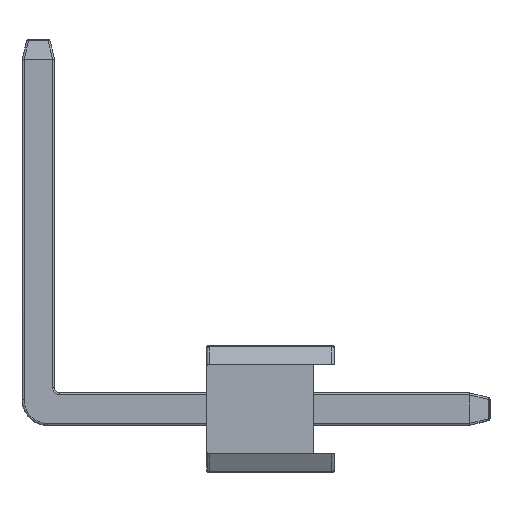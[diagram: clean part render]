
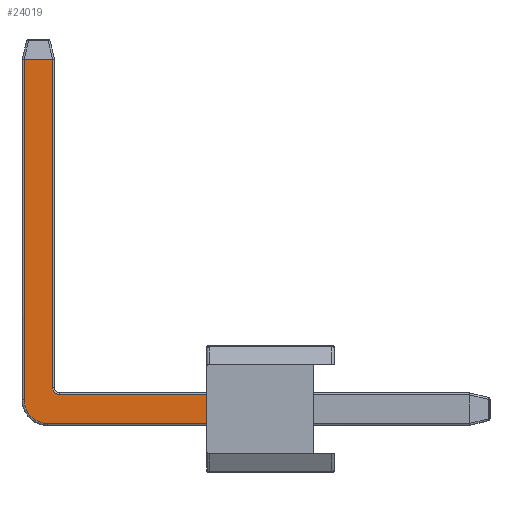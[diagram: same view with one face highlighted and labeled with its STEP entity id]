
A CAD part, left-side view. The second image highlights one B-rep face of the part: STEP entity #24019.
In plain terms, the highlighted planar face has unit normal (-1, 0, 0).
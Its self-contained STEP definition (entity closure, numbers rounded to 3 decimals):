
#50 = CARTESIAN_POINT ( 'NONE',  ( -18.1, 4.13, 0.28 ) ) ;
#112 = CARTESIAN_POINT ( 'NONE',  ( -18.1, 4.37, -0.28 ) ) ;
#127 = VERTEX_POINT ( 'NONE', #4518 ) ;
#164 = CARTESIAN_POINT ( 'NONE',  ( -18.1, 0.031, 0.32 ) ) ;
#523 = LINE ( 'NONE', #112, #16619 ) ;
#678 = CARTESIAN_POINT ( 'NONE',  ( -18.1, 4.37, 0.28 ) ) ;
#720 = ORIENTED_EDGE ( 'NONE', *, *, #20059, .F. ) ;
#1014 = ORIENTED_EDGE ( 'NONE', *, *, #26080, .T. ) ;
#1553 = VERTEX_POINT ( 'NONE', #50 ) ;
#2162 = CARTESIAN_POINT ( 'NONE',  ( -18.1, 4.13, 0.42 ) ) ;
#2270 = DIRECTION ( 'NONE',  ( 0., -1., 0. ) ) ;
#2847 = CARTESIAN_POINT ( 'NONE',  ( -18.1, 4.37, -0.28 ) ) ;
#3037 = ORIENTED_EDGE ( 'NONE', *, *, #4024, .T. ) ;
#4024 = EDGE_CURVE ( 'NONE', #13455, #14039, #20553, .T. ) ;
#4267 = DIRECTION ( 'NONE',  ( 0., 0., -1. ) ) ;
#4518 = CARTESIAN_POINT ( 'NONE',  ( -18.1, 0.031, -0.28 ) ) ;
#5024 = CARTESIAN_POINT ( 'NONE',  ( -18.1, 4.37, 6.85 ) ) ;
#5372 = VERTEX_POINT ( 'NONE', #26778 ) ;
#5534 = EDGE_CURVE ( 'NONE', #14039, #127, #523, .T. ) ;
#6379 = LINE ( 'NONE', #5024, #16901 ) ;
#6411 = DIRECTION ( 'NONE',  ( 0., 0., -1. ) ) ;
#6444 = AXIS2_PLACEMENT_3D ( 'NONE', #7792, #22563, #9863 ) ;
#7136 = DIRECTION ( 'NONE',  ( 0., 0., -1. ) ) ;
#7792 = CARTESIAN_POINT ( 'NONE',  ( -18.1, 4.37, 0.18 ) ) ;
#8545 = DIRECTION ( 'NONE',  ( 1., 0., 0. ) ) ;
#8726 = ORIENTED_EDGE ( 'NONE', *, *, #5534, .T. ) ;
#9228 = DIRECTION ( 'NONE',  ( 0., 1., 0. ) ) ;
#9236 = CARTESIAN_POINT ( 'NONE',  ( -18.1, 4.27, 6.85 ) ) ;
#9450 = VERTEX_POINT ( 'NONE', #9236 ) ;
#9863 = DIRECTION ( 'NONE',  ( 0., 0., -1. ) ) ;
#10024 = LINE ( 'NONE', #22818, #25597 ) ;
#11001 = CARTESIAN_POINT ( 'NONE',  ( -18.1, 4.83, 6.85 ) ) ;
#11221 = LINE ( 'NONE', #678, #21168 ) ;
#12573 = LINE ( 'NONE', #21876, #17530 ) ;
#13045 = VECTOR ( 'NONE', #6411, 1000. ) ;
#13376 = EDGE_LOOP ( 'NONE', ( #720, #17310, #14494, #17822, #22378, #1014, #3037, #8726 ) ) ;
#13455 = VERTEX_POINT ( 'NONE', #17280 ) ;
#14039 = VERTEX_POINT ( 'NONE', #2847 ) ;
#14286 = VERTEX_POINT ( 'NONE', #20595 ) ;
#14494 = ORIENTED_EDGE ( 'NONE', *, *, #24792, .T. ) ;
#14712 = VERTEX_POINT ( 'NONE', #11001 ) ;
#14732 = AXIS2_PLACEMENT_3D ( 'NONE', #2162, #16825, #4267 ) ;
#14844 = PLANE ( 'NONE',  #18225 ) ;
#16619 = VECTOR ( 'NONE', #2270, 1000. ) ;
#16825 = DIRECTION ( 'NONE',  ( 1., 0., 0. ) ) ;
#16901 = VECTOR ( 'NONE', #9228, 1000. ) ;
#16946 = CARTESIAN_POINT ( 'NONE',  ( -18.1, 4.37, 0.18 ) ) ;
#17280 = CARTESIAN_POINT ( 'NONE',  ( -18.1, 4.83, 0.18 ) ) ;
#17310 = ORIENTED_EDGE ( 'NONE', *, *, #26589, .T. ) ;
#17530 = VECTOR ( 'NONE', #7136, 1000. ) ;
#17610 = CIRCLE ( 'NONE', #14732, 0.14 ) ;
#17822 = ORIENTED_EDGE ( 'NONE', *, *, #23885, .T. ) ;
#17957 = FACE_OUTER_BOUND ( 'NONE', #13376, .T. ) ;
#18225 = AXIS2_PLACEMENT_3D ( 'NONE', #16946, #8545, #23376 ) ;
#18677 = LINE ( 'NONE', #164, #13045 ) ;
#20059 = EDGE_CURVE ( 'NONE', #14286, #127, #18677, .T. ) ;
#20282 = DIRECTION ( 'NONE',  ( 0., 1., 0. ) ) ;
#20553 = CIRCLE ( 'NONE', #6444, 0.46 ) ;
#20595 = CARTESIAN_POINT ( 'NONE',  ( -18.1, 0.031, 0.28 ) ) ;
#21168 = VECTOR ( 'NONE', #20282, 1000. ) ;
#21876 = CARTESIAN_POINT ( 'NONE',  ( -18.1, 4.83, 0.18 ) ) ;
#22130 = EDGE_CURVE ( 'NONE', #9450, #14712, #6379, .T. ) ;
#22378 = ORIENTED_EDGE ( 'NONE', *, *, #22130, .T. ) ;
#22563 = DIRECTION ( 'NONE',  ( -1., 0., 0. ) ) ;
#22818 = CARTESIAN_POINT ( 'NONE',  ( -18.1, 4.27, 0.18 ) ) ;
#23376 = DIRECTION ( 'NONE',  ( 0., 0., -1. ) ) ;
#23885 = EDGE_CURVE ( 'NONE', #5372, #9450, #10024, .T. ) ;
#24019 = ADVANCED_FACE ( 'NONE', ( #17957 ), #14844, .F. ) ;
#24792 = EDGE_CURVE ( 'NONE', #1553, #5372, #17610, .T. ) ;
#24813 = DIRECTION ( 'NONE',  ( 0., 0., 1. ) ) ;
#25597 = VECTOR ( 'NONE', #24813, 1000. ) ;
#26080 = EDGE_CURVE ( 'NONE', #14712, #13455, #12573, .T. ) ;
#26589 = EDGE_CURVE ( 'NONE', #14286, #1553, #11221, .T. ) ;
#26778 = CARTESIAN_POINT ( 'NONE',  ( -18.1, 4.27, 0.42 ) ) ;
